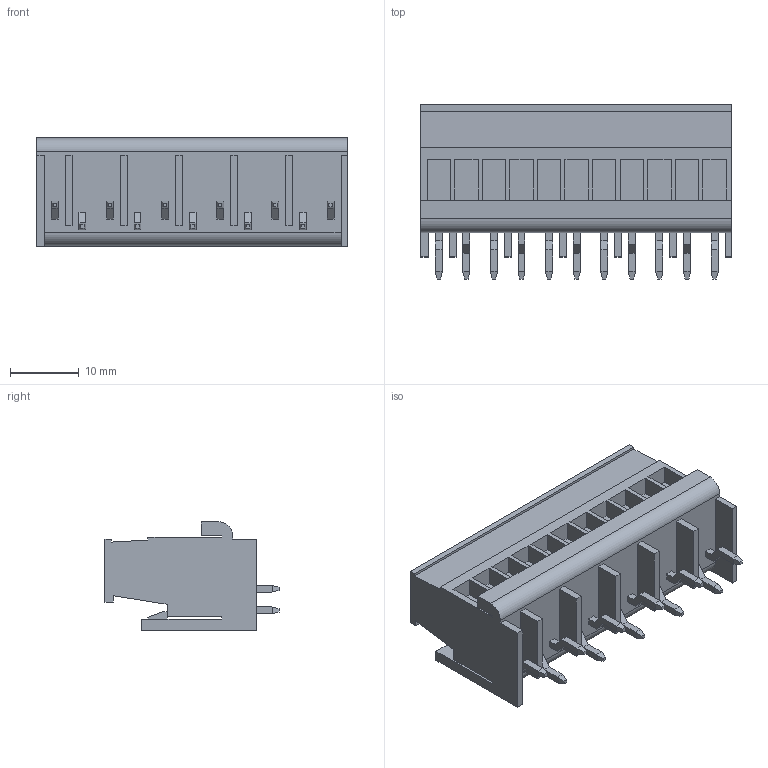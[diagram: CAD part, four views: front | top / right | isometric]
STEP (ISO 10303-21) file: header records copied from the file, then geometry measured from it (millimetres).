
FILE_DESCRIPTION(('CATIA V5 STEP Exchange','CAx-IF Rec.Pracs.--- Model Styling and Organization---1.4--- 2014-01-23'),'2;1');
FILE_NAME ('D1535790_0_2761050000_2761050000.stp','2022-06-02T01:12:15+00:00',('none'),('Weidmueller'),'CATIA Version 5-6 Release 2016 SP3 HF44','CATIA V5 STEP AP214','none');
FILE_SCHEMA(('AUTOMOTIVE_DESIGN { 1 0 10303 214 1 1 1 1 }'));
Length unit declared in the file: millimetre
Products named in the file (1): Assembly BU,SL_11pole Sn
Bounding box: 45.03 x 25.24 x 15.7 mm (x, y, z)
Volume: 9349.2 mm3; surface area: 6545.6 mm2
Topology: 12 solids, 12 shells, 307 faces, 769 edges, 512 vertices
Faces by surface type: plane 283, cylinder 24
Entity records: 8604 total; most frequent: ORIENTED_EDGE 1538, CARTESIAN_POINT 1512, DIRECTION 1229, EDGE_CURVE 769, VECTOR 721, LINE 721, VERTEX_POINT 512, EDGE_LOOP 335
